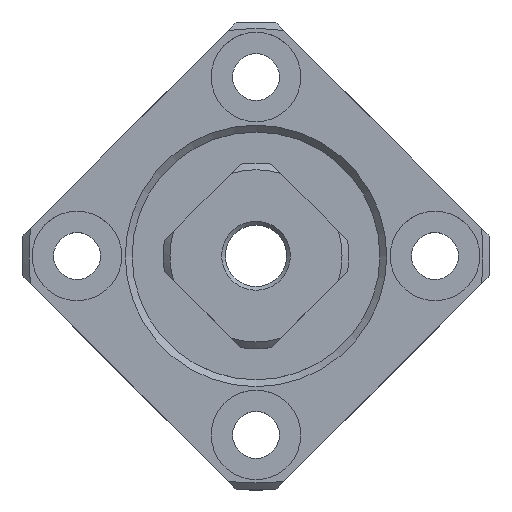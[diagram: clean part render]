
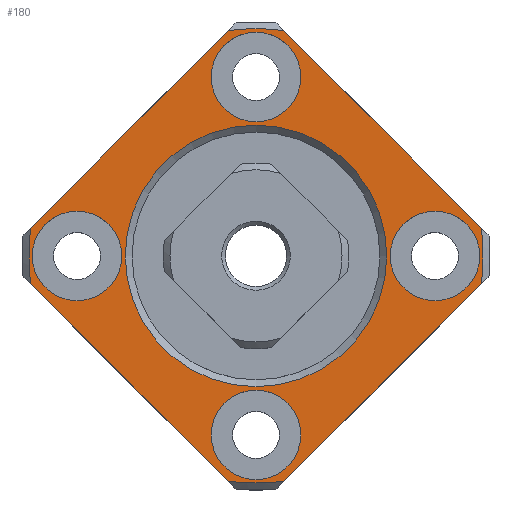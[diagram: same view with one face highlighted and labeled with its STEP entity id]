
A CAD part, top view. The second image highlights one B-rep face of the part: STEP entity #180.
In plain terms, the highlighted face is planar.
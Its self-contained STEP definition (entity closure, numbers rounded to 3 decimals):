
#180 = ADVANCED_FACE( '', ( #294, #295, #296, #297, #298, #299 ), #300, .F. );
#294 = FACE_OUTER_BOUND( '', #546, .T. );
#295 = FACE_BOUND( '', #547, .T. );
#296 = FACE_BOUND( '', #548, .T. );
#297 = FACE_BOUND( '', #549, .T. );
#298 = FACE_BOUND( '', #550, .T. );
#299 = FACE_BOUND( '', #551, .T. );
#300 = PLANE( '', #552 );
#546 = EDGE_LOOP( '', ( #864, #865, #866, #867, #868, #869, #870, #871 ) );
#547 = EDGE_LOOP( '', ( #872 ) );
#548 = EDGE_LOOP( '', ( #873 ) );
#549 = EDGE_LOOP( '', ( #874 ) );
#550 = EDGE_LOOP( '', ( #875 ) );
#551 = EDGE_LOOP( '', ( #876 ) );
#552 = AXIS2_PLACEMENT_3D( '', #877, #878, #879 );
#864 = ORIENTED_EDGE( '', *, *, #1547, .F. );
#865 = ORIENTED_EDGE( '', *, *, #1548, .F. );
#866 = ORIENTED_EDGE( '', *, *, #1549, .F. );
#867 = ORIENTED_EDGE( '', *, *, #1550, .F. );
#868 = ORIENTED_EDGE( '', *, *, #1551, .F. );
#869 = ORIENTED_EDGE( '', *, *, #1552, .F. );
#870 = ORIENTED_EDGE( '', *, *, #1553, .F. );
#871 = ORIENTED_EDGE( '', *, *, #1554, .F. );
#872 = ORIENTED_EDGE( '', *, *, #1555, .T. );
#873 = ORIENTED_EDGE( '', *, *, #1556, .T. );
#874 = ORIENTED_EDGE( '', *, *, #1557, .T. );
#875 = ORIENTED_EDGE( '', *, *, #1558, .T. );
#876 = ORIENTED_EDGE( '', *, *, #1559, .T. );
#877 = CARTESIAN_POINT( '', ( -6., 4., 0. ) );
#878 = DIRECTION( '', ( 1., 0., 0. ) );
#879 = DIRECTION( '', ( 0., 0., -1. ) );
#1547 = EDGE_CURVE( '', #1799, #1800, #1801, .T. );
#1548 = EDGE_CURVE( '', #1802, #1799, #1803, .T. );
#1549 = EDGE_CURVE( '', #1804, #1802, #1805, .T. );
#1550 = EDGE_CURVE( '', #1806, #1804, #1807, .T. );
#1551 = EDGE_CURVE( '', #1808, #1806, #1809, .T. );
#1552 = EDGE_CURVE( '', #1810, #1808, #1811, .T. );
#1553 = EDGE_CURVE( '', #1812, #1810, #1813, .T. );
#1554 = EDGE_CURVE( '', #1800, #1812, #1814, .T. );
#1555 = EDGE_CURVE( '', #1815, #1815, #1816, .T. );
#1556 = EDGE_CURVE( '', #1817, #1817, #1818, .T. );
#1557 = EDGE_CURVE( '', #1819, #1819, #1820, .T. );
#1558 = EDGE_CURVE( '', #1821, #1821, #1822, .T. );
#1559 = EDGE_CURVE( '', #1823, #1823, #1824, .T. );
#1799 = VERTEX_POINT( '', #2253 );
#1800 = VERTEX_POINT( '', #2254 );
#1801 = CIRCLE( '', #2255, 16.5 );
#1802 = VERTEX_POINT( '', #2256 );
#1803 = LINE( '', #2257, #2258 );
#1804 = VERTEX_POINT( '', #2259 );
#1805 = CIRCLE( '', #2260, 16.5 );
#1806 = VERTEX_POINT( '', #2261 );
#1807 = LINE( '', #2262, #2263 );
#1808 = VERTEX_POINT( '', #2264 );
#1809 = CIRCLE( '', #2265, 16.5 );
#1810 = VERTEX_POINT( '', #2266 );
#1811 = LINE( '', #2267, #2268 );
#1812 = VERTEX_POINT( '', #2269 );
#1813 = CIRCLE( '', #2270, 16.5 );
#1814 = LINE( '', #2271, #2272 );
#1815 = VERTEX_POINT( '', #2273 );
#1816 = CIRCLE( '', #2274, 3.25 );
#1817 = VERTEX_POINT( '', #2275 );
#1818 = CIRCLE( '', #2276, 3.25 );
#1819 = VERTEX_POINT( '', #2277 );
#1820 = CIRCLE( '', #2278, 3.25 );
#1821 = VERTEX_POINT( '', #2279 );
#1822 = CIRCLE( '', #2280, 3.25 );
#1823 = VERTEX_POINT( '', #2281 );
#1824 = CIRCLE( '', #2282, 9.5 );
#2253 = CARTESIAN_POINT( '', ( -6., 16.377, -2.007 ) );
#2254 = CARTESIAN_POINT( '', ( -6., 16.377, 2.007 ) );
#2255 = AXIS2_PLACEMENT_3D( '', #2725, #2726, #2727 );
#2256 = CARTESIAN_POINT( '', ( -6., 2.007, -16.377 ) );
#2257 = CARTESIAN_POINT( '', ( -6., 0., -18.385 ) );
#2258 = VECTOR( '', #2728, 1000. );
#2259 = CARTESIAN_POINT( '', ( -6., -2.007, -16.377 ) );
#2260 = AXIS2_PLACEMENT_3D( '', #2729, #2730, #2731 );
#2261 = CARTESIAN_POINT( '', ( -6., -16.377, -2.007 ) );
#2262 = CARTESIAN_POINT( '', ( -6., -18.385, 0. ) );
#2263 = VECTOR( '', #2732, 1000. );
#2264 = CARTESIAN_POINT( '', ( -6., -16.377, 2.007 ) );
#2265 = AXIS2_PLACEMENT_3D( '', #2733, #2734, #2735 );
#2266 = CARTESIAN_POINT( '', ( -6., -2.007, 16.377 ) );
#2267 = CARTESIAN_POINT( '', ( -6., 0., 18.385 ) );
#2268 = VECTOR( '', #2736, 1000. );
#2269 = CARTESIAN_POINT( '', ( -6., 2.007, 16.377 ) );
#2270 = AXIS2_PLACEMENT_3D( '', #2737, #2738, #2739 );
#2271 = CARTESIAN_POINT( '', ( -6., 18.385, 0. ) );
#2272 = VECTOR( '', #2740, 1000. );
#2273 = CARTESIAN_POINT( '', ( -6., 0., -16.25 ) );
#2274 = AXIS2_PLACEMENT_3D( '', #2741, #2742, #2743 );
#2275 = CARTESIAN_POINT( '', ( -6., -13., -3.25 ) );
#2276 = AXIS2_PLACEMENT_3D( '', #2744, #2745, #2746 );
#2277 = CARTESIAN_POINT( '', ( -6., 0., 9.75 ) );
#2278 = AXIS2_PLACEMENT_3D( '', #2747, #2748, #2749 );
#2279 = CARTESIAN_POINT( '', ( -6., 13., -3.25 ) );
#2280 = AXIS2_PLACEMENT_3D( '', #2750, #2751, #2752 );
#2281 = CARTESIAN_POINT( '', ( -6., 0., -9.5 ) );
#2282 = AXIS2_PLACEMENT_3D( '', #2753, #2754, #2755 );
#2725 = CARTESIAN_POINT( '', ( -6., 0., 0. ) );
#2726 = DIRECTION( '', ( 1., 0., 0. ) );
#2727 = DIRECTION( '', ( 0., 0., -1. ) );
#2728 = DIRECTION( '', ( 0., 0.707, 0.707 ) );
#2729 = CARTESIAN_POINT( '', ( -6., 0., 0. ) );
#2730 = DIRECTION( '', ( 1., 0., 0. ) );
#2731 = DIRECTION( '', ( 0., 0., -1. ) );
#2732 = DIRECTION( '', ( 0., 0.707, -0.707 ) );
#2733 = CARTESIAN_POINT( '', ( -6., 0., 0. ) );
#2734 = DIRECTION( '', ( 1., 0., 0. ) );
#2735 = DIRECTION( '', ( 0., 0., -1. ) );
#2736 = DIRECTION( '', ( 0., -0.707, -0.707 ) );
#2737 = CARTESIAN_POINT( '', ( -6., 0., 0. ) );
#2738 = DIRECTION( '', ( 1., 0., 0. ) );
#2739 = DIRECTION( '', ( 0., 0., -1. ) );
#2740 = DIRECTION( '', ( 0., -0.707, 0.707 ) );
#2741 = CARTESIAN_POINT( '', ( -6., 0., -13. ) );
#2742 = DIRECTION( '', ( 1., 0., 0. ) );
#2743 = DIRECTION( '', ( 0., 0., -1. ) );
#2744 = CARTESIAN_POINT( '', ( -6., -13., 0. ) );
#2745 = DIRECTION( '', ( 1., 0., 0. ) );
#2746 = DIRECTION( '', ( 0., 0., -1. ) );
#2747 = CARTESIAN_POINT( '', ( -6., 0., 13. ) );
#2748 = DIRECTION( '', ( 1., 0., 0. ) );
#2749 = DIRECTION( '', ( 0., 0., -1. ) );
#2750 = CARTESIAN_POINT( '', ( -6., 13., 0. ) );
#2751 = DIRECTION( '', ( 1., 0., 0. ) );
#2752 = DIRECTION( '', ( 0., 0., -1. ) );
#2753 = CARTESIAN_POINT( '', ( -6., 0., 0. ) );
#2754 = DIRECTION( '', ( 1., 0., 0. ) );
#2755 = DIRECTION( '', ( 0., 0., -1. ) );
